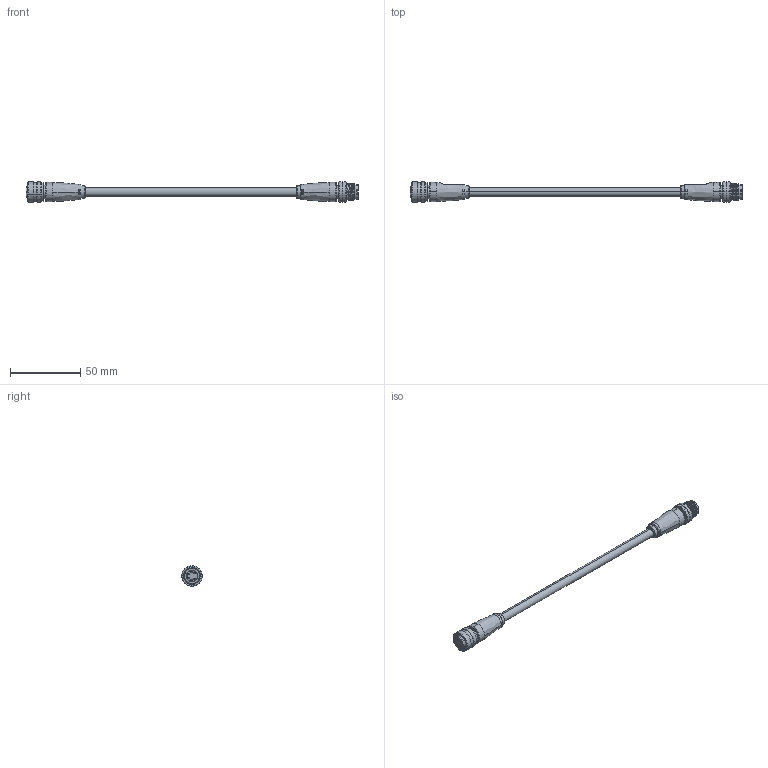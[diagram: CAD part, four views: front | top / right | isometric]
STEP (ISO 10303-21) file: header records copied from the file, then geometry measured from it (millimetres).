
FILE_DESCRIPTION (( 'STEP AP203' ), '1' );
FILE_NAME ('10-03854_revA.STEP', '2020-10-16T23:58:48', ( '' ), ( '' ), 'SwSTEP 2.0', 'SolidWorks 2015', '' );
FILE_SCHEMA (( 'CONFIG_CONTROL_DESIGN' ));
Length unit declared in the file: millimetre
Products named in the file (14): 50-00982-05___; 50-00989-02_For STEP file; 30-01595_blunt cut; 50-00982-01___; 50-00989-03___; 50-00989-04___; 24-00349_Wire O6.8 mm; 50-00982-02_For STEP file; 50-00982-04___; 50-00982___; 50-00982-03___; 10-03854_revA; 50-00989-01___; 50-00989___
Assembly tree (24 placements, depth 3):
  10-03854_revA
    30-01595_blunt cut
    24-00349_Wire O6.8 mm  x2
    50-00982___
      50-00982-01___
      50-00982-02_For STEP file
      50-00982-03___  x6
      50-00982-04___
      50-00982-05___
    50-00989___
      50-00989-01___
      50-00989-02_For STEP file
      50-00989-03___  x6
      50-00989-04___
Bounding box: 235.5 x 14.5 x 14.5 mm (x, y, z)
Volume: 14360.3 mm3; surface area: 57900.3 mm2
Topology: 312 solids, 312 shells, 2951 faces, 6412 edges, 4153 vertices
Faces by surface type: cylinder 1576, plane 935, torus 178, bspline 129, cone 121, sphere 12
Entity records: 67557 total; most frequent: CARTESIAN_POINT 15105, DIRECTION 11635, ORIENTED_EDGE 9304, AXIS2_PLACEMENT_3D 5014, EDGE_CURVE 4652, VERTEX_POINT 3066, EDGE_LOOP 2894, CIRCLE 2807
